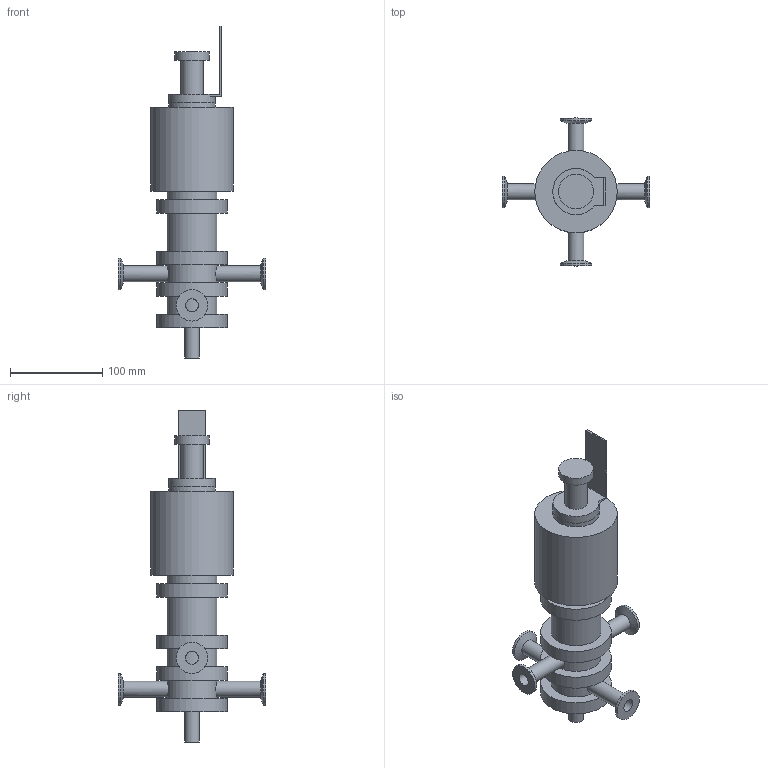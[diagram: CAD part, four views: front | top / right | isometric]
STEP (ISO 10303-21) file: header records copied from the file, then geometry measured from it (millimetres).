
FILE_DESCRIPTION(/* description */ (''),/* implementation_level */ '2;1');
FILE_NAME(/* name */ 'DUC2D_10A.stp',/* time_stamp */ '2021-08-23T10:30:52+09:00',/* author */ ('m'),/* organization */ (''),/* preprocessor_version */ 'ST-DEVELOPER v18.1',/* originating_system */ 'Autodesk Inventor 2021',/* authorisation */ '');
FILE_SCHEMA (('AUTOMOTIVE_DESIGN { 1 0 10303 214 3 1 1 }'));
Length unit declared in the file: millimetre
Products named in the file (3): DUC2D_10A; DUC2D08MJ0SC-1P(GR)-CXC-CXC--316L-03; SQLSS
Assembly tree (2 placements, depth 2):
  DUC2D_10A
    DUC2D08MJ0SC-1P(GR)-CXC-CXC--316L-03
    SQLSS
Bounding box: 160 x 160 x 359.05 mm (x, y, z)
Volume: 1124896.3 mm3; surface area: 130672.2 mm2
Topology: 2 solids, 2 shells, 61 faces, 112 edges, 74 vertices
Faces by surface type: cylinder 31, plane 26, cone 4
Full cylindrical faces by diameter (mm): 10 x1, 14 x4, 16 x1, 17.3 x4, 24 x1, 34 x4, 37.5 x1, 50 x2, 54 x4, 76 x4, 89.1 x1
Entity records: 1861 total; most frequent: CARTESIAN_POINT 525, DIRECTION 274, ORIENTED_EDGE 224, AXIS2_PLACEMENT_3D 113, EDGE_CURVE 112, EDGE_LOOP 80, VERTEX_POINT 74, FACE_OUTER_BOUND 61
